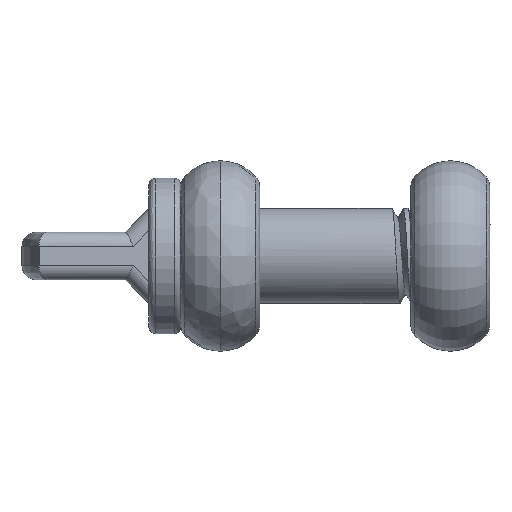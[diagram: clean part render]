
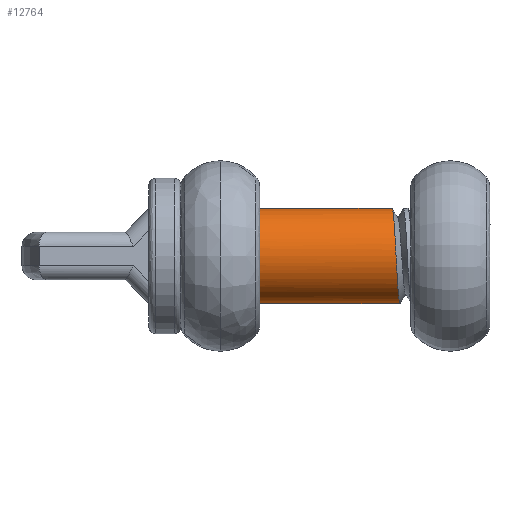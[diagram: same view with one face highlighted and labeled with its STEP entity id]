
A CAD part, front view. The second image highlights one B-rep face of the part: STEP entity #12764.
In plain terms, the highlighted cylindrical face has radius 3 mm (diameter 6 mm), a partial arc.
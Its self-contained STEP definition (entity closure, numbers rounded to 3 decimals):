
#4920 = DIRECTION ( 'NONE',  ( -1., 0., 0. ) ) ;
#4921 = DIRECTION ( 'NONE',  ( 0., 0., 1. ) ) ;
#4922 = CARTESIAN_POINT ( 'NONE',  ( 0., 0., -0.25 ) ) ;
#4923 = AXIS2_PLACEMENT_3D ( 'NONE', #4922, #4921, #4920 ) ;
#4924 = CIRCLE ( 'NONE', #4923, 3. ) ;
#4928 = DIRECTION ( 'NONE',  ( -1., 0., 0. ) ) ;
#4930 = DIRECTION ( 'NONE',  ( 0., 0., -1. ) ) ;
#4931 = AXIS2_PLACEMENT_3D ( 'NONE', #4933, #4930, #4928 ) ;
#4933 = CARTESIAN_POINT ( 'NONE',  ( 0., 0., -0.25 ) ) ;
#4934 = CYLINDRICAL_SURFACE ( 'NONE', #4931, 3. ) ;
#4935 = FACE_OUTER_BOUND ( 'NONE', #12765, .T. ) ;
#4936 = DIRECTION ( 'NONE',  ( 0., 0., -1. ) ) ;
#4937 = VECTOR ( 'NONE', #4936, 1000. ) ;
#4938 = CARTESIAN_POINT ( 'NONE',  ( -3., 0., -0.25 ) ) ;
#5056 = CARTESIAN_POINT ( 'NONE',  ( 1.829, -2.386, -13.475 ) ) ;
#5057 = CARTESIAN_POINT ( 'NONE',  ( 1.98, -2.262, -13.465 ) ) ;
#5058 = CARTESIAN_POINT ( 'NONE',  ( 2.395, -1.848, -13.433 ) ) ;
#5059 = CARTESIAN_POINT ( 'NONE',  ( 2.621, -1.511, -13.412 ) ) ;
#5060 = CARTESIAN_POINT ( 'NONE',  ( 2.847, -0.965, -13.38 ) ) ;
#5062 = CARTESIAN_POINT ( 'NONE',  ( 2.904, -0.779, -13.37 ) ) ;
#5063 = CARTESIAN_POINT ( 'NONE',  ( 2.98, -0.396, -13.348 ) ) ;
#5065 = CARTESIAN_POINT ( 'NONE',  ( 3., -0.198, -13.338 ) ) ;
#5225 = CARTESIAN_POINT ( 'NONE',  ( -3., 0., -13.832 ) ) ;
#5227 = CARTESIAN_POINT ( 'NONE',  ( -3., -0.396, -13.811 ) ) ;
#5229 = CARTESIAN_POINT ( 'NONE',  ( -2.92, -0.791, -13.79 ) ) ;
#5230 = CARTESIAN_POINT ( 'NONE',  ( -2.695, -1.332, -13.759 ) ) ;
#5232 = CARTESIAN_POINT ( 'NONE',  ( -2.602, -1.505, -13.748 ) ) ;
#5234 = CARTESIAN_POINT ( 'NONE',  ( -2.383, -1.833, -13.727 ) ) ;
#5236 = CARTESIAN_POINT ( 'NONE',  ( -2.259, -1.984, -13.717 ) ) ;
#5237 = CARTESIAN_POINT ( 'NONE',  ( -1.983, -2.26, -13.696 ) ) ;
#5239 = CARTESIAN_POINT ( 'NONE',  ( -1.829, -2.386, -13.685 ) ) ;
#5241 = CARTESIAN_POINT ( 'NONE',  ( -1.503, -2.604, -13.664 ) ) ;
#5243 = CARTESIAN_POINT ( 'NONE',  ( -1.331, -2.696, -13.654 ) ) ;
#5244 = CARTESIAN_POINT ( 'NONE',  ( -0.969, -2.846, -13.633 ) ) ;
#5246 = CARTESIAN_POINT ( 'NONE',  ( -0.779, -2.904, -13.622 ) ) ;
#5248 = CARTESIAN_POINT ( 'NONE',  ( -0.396, -2.98, -13.601 ) ) ;
#5250 = CARTESIAN_POINT ( 'NONE',  ( -0.202, -3., -13.591 ) ) ;
#5251 = CARTESIAN_POINT ( 'NONE',  ( 0.391, -3.001, -13.559 ) ) ;
#5252 = CARTESIAN_POINT ( 'NONE',  ( 0.778, -2.924, -13.538 ) ) ;
#5253 = CARTESIAN_POINT ( 'NONE',  ( 1.326, -2.698, -13.506 ) ) ;
#5254 = CARTESIAN_POINT ( 'NONE',  ( 1.501, -2.605, -13.496 ) ) ;
#5296 = CARTESIAN_POINT ( 'NONE',  ( -3., 0., -13.832 ) ) ;
#5300 = LINE ( 'NONE', #4938, #4937 ) ;
#5346 = B_SPLINE_CURVE_WITH_KNOTS ( 'NONE', 3,
 ( #5352, #5065, #5063, #5062, #5060, #5059, #5058, #5057, #5056, #5254, #5253, #5252, #5251, #5250, #5248, #5246, #5244, #5243, #5241, #5239, #5237, #5236, #5234, #5232, #5230, #5229, #5227, #5225 ),
 .UNSPECIFIED., .F., .F.,
 ( 4, 2, 2, 2, 2, 2, 2, 2, 2, 2, 2, 2, 2, 4 ),
 ( 0.003, 0.004, 0.005, 0.006, 0.006, 0.007, 0.008, 0.009, 0.009, 0.01, 0.01, 0.011, 0.012, 0.013 ),
 .UNSPECIFIED. ) ;
#5352 = CARTESIAN_POINT ( 'NONE',  ( 3., 0., -13.327 ) ) ;
#5447 = CARTESIAN_POINT ( 'NONE',  ( 3., 0., -13.327 ) ) ;
#5448 = DIRECTION ( 'NONE',  ( 0., 0., -1. ) ) ;
#5449 = VECTOR ( 'NONE', #5448, 1000. ) ;
#5450 = CARTESIAN_POINT ( 'NONE',  ( 3., 0., -0.25 ) ) ;
#5452 = LINE ( 'NONE', #5450, #5449 ) ;
#5456 = CARTESIAN_POINT ( 'NONE',  ( -3., 0., -0.25 ) ) ;
#5457 = CARTESIAN_POINT ( 'NONE',  ( 3., 0., -0.25 ) ) ;
#12761 = VERTEX_POINT ( 'NONE', #5296 ) ;
#12763 = EDGE_CURVE ( 'NONE', #12797, #12761, #5300, .T. ) ;
#12764 = ADVANCED_FACE ( 'NONE', ( #4935 ), #4934, .T. ) ;
#12765 = EDGE_LOOP ( 'NONE', ( #12766, #12767, #12769, #12781 ) ) ;
#12766 = ORIENTED_EDGE ( 'NONE', *, *, #12799, .F. ) ;
#12767 = ORIENTED_EDGE ( 'NONE', *, *, #12768, .F. ) ;
#12768 = EDGE_CURVE ( 'NONE', #12797, #12796, #4924, .T. ) ;
#12769 = ORIENTED_EDGE ( 'NONE', *, *, #12763, .T. ) ;
#12781 = ORIENTED_EDGE ( 'NONE', *, *, #12782, .F. ) ;
#12782 = EDGE_CURVE ( 'NONE', #12800, #12761, #5346, .T. ) ;
#12796 = VERTEX_POINT ( 'NONE', #5457 ) ;
#12797 = VERTEX_POINT ( 'NONE', #5456 ) ;
#12799 = EDGE_CURVE ( 'NONE', #12796, #12800, #5452, .T. ) ;
#12800 = VERTEX_POINT ( 'NONE', #5447 ) ;
